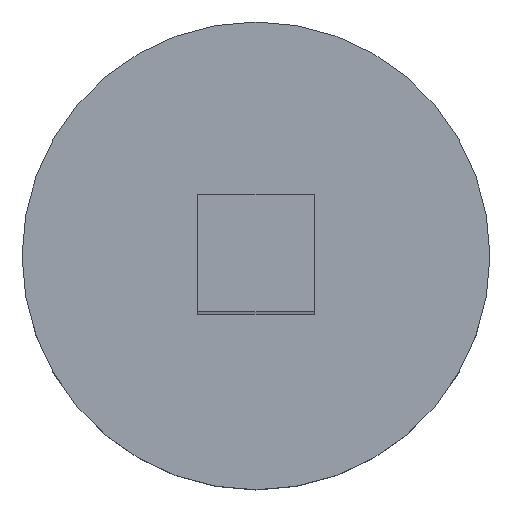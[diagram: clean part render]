
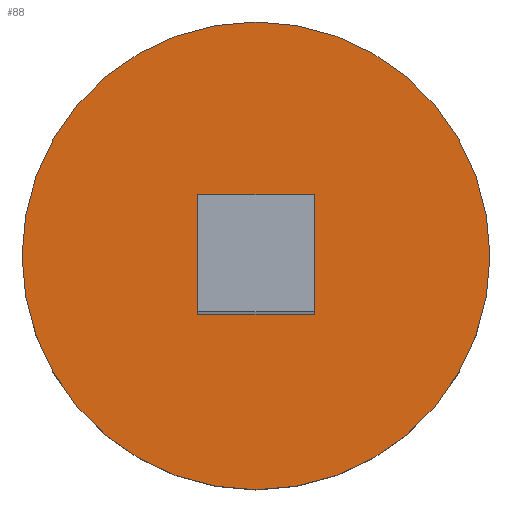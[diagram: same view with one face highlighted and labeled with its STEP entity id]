
A CAD part, top view. The second image highlights one B-rep face of the part: STEP entity #88.
In plain terms, the highlighted planar face has unit normal (0, 0, 1).
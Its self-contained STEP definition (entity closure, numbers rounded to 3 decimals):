
#5 = AXIS2_PLACEMENT_3D ( 'NONE', #230, #145, #42 ) ;
#7 = DIRECTION ( 'NONE',  ( 0., 0., 1. ) ) ;
#13 = CARTESIAN_POINT ( 'NONE',  ( -10., -10., 20. ) ) ;
#18 = ORIENTED_EDGE ( 'NONE', *, *, #51, .T. ) ;
#19 = FACE_OUTER_BOUND ( 'NONE', #32, .T. ) ;
#32 = EDGE_LOOP ( 'NONE', ( #18, #265 ) ) ;
#42 = DIRECTION ( 'NONE',  ( 1., 0., 0. ) ) ;
#43 = CARTESIAN_POINT ( 'NONE',  ( 10., -10., 20. ) ) ;
#51 = EDGE_CURVE ( 'NONE', #75, #74, #80, .T. ) ;
#52 = VECTOR ( 'NONE', #177, 1000. ) ;
#56 = CARTESIAN_POINT ( 'NONE',  ( -10., -10., 20. ) ) ;
#57 = ORIENTED_EDGE ( 'NONE', *, *, #152, .F. ) ;
#60 = CARTESIAN_POINT ( 'NONE',  ( -40., 0., 20. ) ) ;
#61 = CARTESIAN_POINT ( 'NONE',  ( 40., 0., 20. ) ) ;
#72 = DIRECTION ( 'NONE',  ( 0., -1., 0. ) ) ;
#74 = VERTEX_POINT ( 'NONE', #61 ) ;
#75 = VERTEX_POINT ( 'NONE', #60 ) ;
#78 = CARTESIAN_POINT ( 'NONE',  ( 10., 10., 20. ) ) ;
#80 = CIRCLE ( 'NONE', #267, 40. ) ;
#88 = ADVANCED_FACE ( 'NONE', ( #106, #19 ), #233, .T. ) ;
#92 = VECTOR ( 'NONE', #72, 1000. ) ;
#93 = ORIENTED_EDGE ( 'NONE', *, *, #174, .F. ) ;
#96 = CARTESIAN_POINT ( 'NONE',  ( -10., -10., 20. ) ) ;
#97 = LINE ( 'NONE', #96, #92 ) ;
#100 = CARTESIAN_POINT ( 'NONE',  ( 0., 0., 20. ) ) ;
#105 = LINE ( 'NONE', #13, #52 ) ;
#106 = FACE_BOUND ( 'NONE', #208, .T. ) ;
#111 = VERTEX_POINT ( 'NONE', #78 ) ;
#142 = CARTESIAN_POINT ( 'NONE',  ( 0., 0., 20. ) ) ;
#145 = DIRECTION ( 'NONE',  ( 0., 0., 1. ) ) ;
#146 = AXIS2_PLACEMENT_3D ( 'NONE', #142, #7, #169 ) ;
#152 = EDGE_CURVE ( 'NONE', #245, #155, #105, .T. ) ;
#155 = VERTEX_POINT ( 'NONE', #43 ) ;
#158 = CARTESIAN_POINT ( 'NONE',  ( -10., 10., 20. ) ) ;
#160 = LINE ( 'NONE', #158, #227 ) ;
#164 = LINE ( 'NONE', #278, #171 ) ;
#168 = EDGE_CURVE ( 'NONE', #111, #214, #160, .T. ) ;
#169 = DIRECTION ( 'NONE',  ( 1., 0., 0. ) ) ;
#171 = VECTOR ( 'NONE', #236, 1000. ) ;
#172 = DIRECTION ( 'NONE',  ( 0., 0., 1. ) ) ;
#174 = EDGE_CURVE ( 'NONE', #155, #111, #164, .T. ) ;
#177 = DIRECTION ( 'NONE',  ( 1., 0., 0. ) ) ;
#196 = ORIENTED_EDGE ( 'NONE', *, *, #205, .F. ) ;
#205 = EDGE_CURVE ( 'NONE', #214, #245, #97, .T. ) ;
#208 = EDGE_LOOP ( 'NONE', ( #93, #57, #196, #266 ) ) ;
#214 = VERTEX_POINT ( 'NONE', #252 ) ;
#219 = EDGE_CURVE ( 'NONE', #74, #75, #224, .T. ) ;
#224 = CIRCLE ( 'NONE', #146, 40. ) ;
#227 = VECTOR ( 'NONE', #239, 1000. ) ;
#228 = DIRECTION ( 'NONE',  ( 1., 0., 0. ) ) ;
#230 = CARTESIAN_POINT ( 'NONE',  ( 0., 0., 20. ) ) ;
#233 = PLANE ( 'NONE',  #5 ) ;
#236 = DIRECTION ( 'NONE',  ( 0., 1., 0. ) ) ;
#239 = DIRECTION ( 'NONE',  ( -1., 0., 0. ) ) ;
#245 = VERTEX_POINT ( 'NONE', #56 ) ;
#252 = CARTESIAN_POINT ( 'NONE',  ( -10., 10., 20. ) ) ;
#265 = ORIENTED_EDGE ( 'NONE', *, *, #219, .T. ) ;
#266 = ORIENTED_EDGE ( 'NONE', *, *, #168, .F. ) ;
#267 = AXIS2_PLACEMENT_3D ( 'NONE', #100, #172, #228 ) ;
#278 = CARTESIAN_POINT ( 'NONE',  ( 10., -10., 20. ) ) ;
